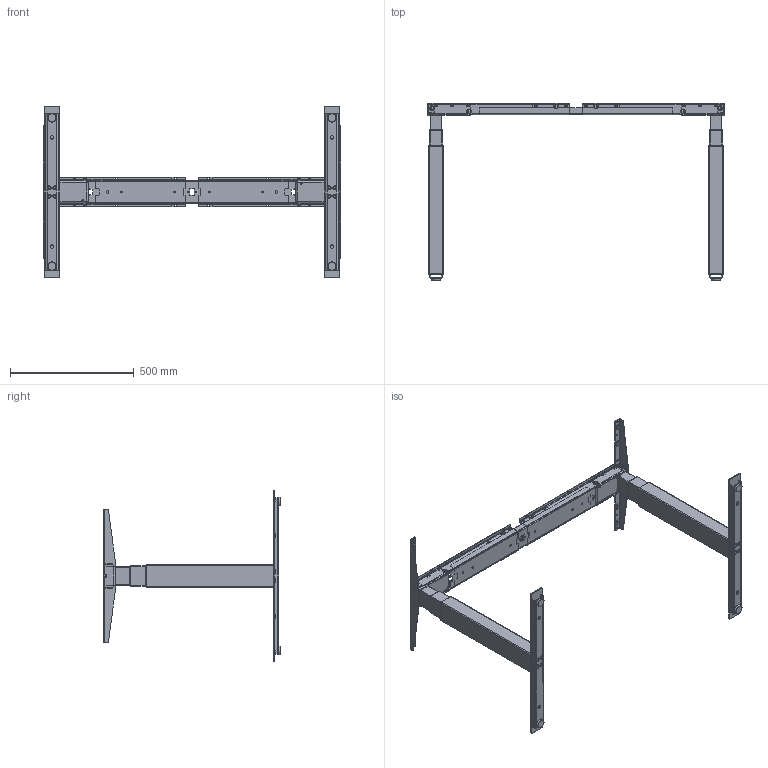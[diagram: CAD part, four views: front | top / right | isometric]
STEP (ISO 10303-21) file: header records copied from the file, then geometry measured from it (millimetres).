
FILE_DESCRIPTION (( 'STEP AP203' ), '1' );
FILE_NAME ('CL23AAxxxxxxx_Fl115.STEP', '2017-12-01T09:48:08', ( '' ), ( '' ), 'SwSTEP 2.0', 'SolidWorks 2015', '' );
FILE_SCHEMA (( 'CONFIG_CONTROL_DESIGN' ));
Products named in the file (1): CL23AAxxxxxxx_Fl115
Bounding box: 1200 x 716.7 x 690 mm (x, y, z)
Surface area: 1703285.8 mm2 (no closed solid volume)
Topology: 0 solids, 129 shells, 1458 faces, 6596 edges, 5082 vertices
Faces by surface type: plane 730, cylinder 532, torus 80, cone 44, bspline 40, sphere 32
Entity records: 67689 total; most frequent: CARTESIAN_POINT 16805, DIRECTION 10466, ORIENTED_EDGE 9152, EDGE_CURVE 6588, VERTEX_POINT 5082, VECTOR 3940, LINE 3940, AXIS2_PLACEMENT_3D 3263
